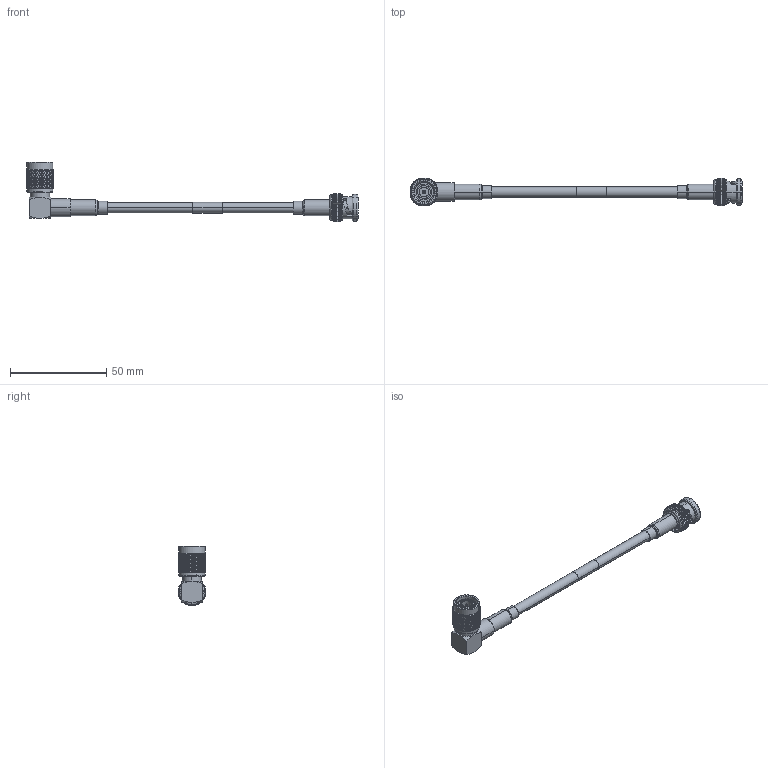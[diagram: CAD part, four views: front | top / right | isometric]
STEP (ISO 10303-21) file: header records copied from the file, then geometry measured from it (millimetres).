
FILE_DESCRIPTION (( 'STEP AP203' ), '1' );
FILE_NAME ('FMCA2683.STEP', '2022-03-09T16:22:51', ( '' ), ( '' ), 'SwSTEP 2.0', 'SolidWorks 2021', '' );
FILE_SCHEMA (( 'CONFIG_CONTROL_DESIGN' ));
Length unit declared in the file: millimetre
Products named in the file (5): CA-240-MA1_.75" Long; SC4264_1; RG223_with label; FMCA2683; FMCN1567
Assembly tree (5 placements, depth 2):
  FMCA2683
    RG223_with label
    FMCN1567
    CA-240-MA1_.75" Long  x2
    SC4264_1
Bounding box: 172.35 x 14.5 x 30.83 mm (x, y, z)
Volume: 8998.6 mm3; surface area: 10912 mm2
Topology: 8 solids, 8 shells, 3155 faces, 6768 edges, 3648 vertices
Faces by surface type: bspline 2017, cylinder 703, plane 228, cone 191, torus 16
Entity records: 117548 total; most frequent: CARTESIAN_POINT 72425, ORIENTED_EDGE 13448, EDGE_CURVE 6724, DIRECTION 4102, VERTEX_POINT 3624, EDGE_LOOP 3164, ADVANCED_FACE 3133, FACE_OUTER_BOUND 3133
